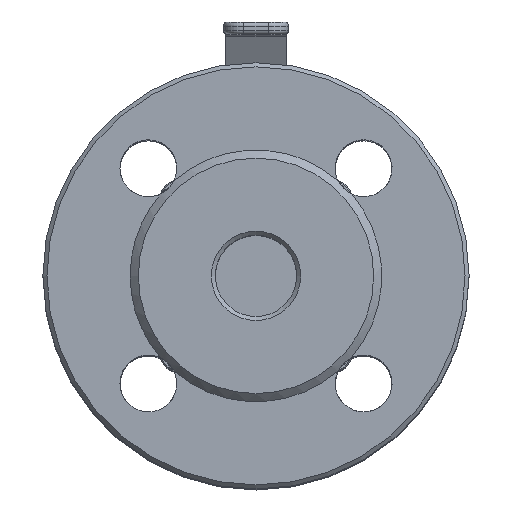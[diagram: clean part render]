
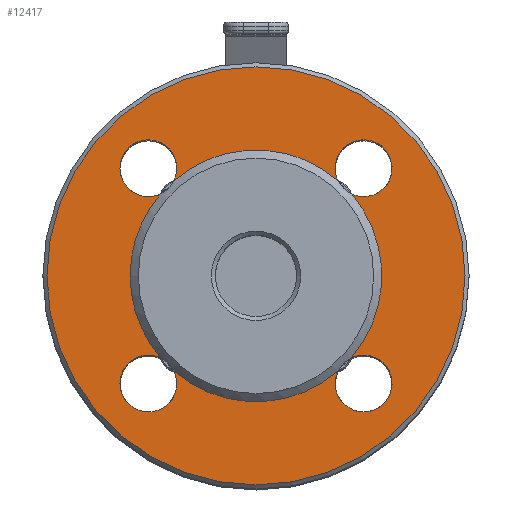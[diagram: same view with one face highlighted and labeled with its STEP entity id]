
A CAD part, top view. The second image highlights one B-rep face of the part: STEP entity #12417.
In plain terms, the highlighted face is planar.
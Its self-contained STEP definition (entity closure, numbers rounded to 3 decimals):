
#283=FACE_BOUND('',#4100,.T.);
#679=PLANE('',#13764);
#3323=FACE_OUTER_BOUND('',#4099,.T.);
#4099=EDGE_LOOP('',(#10653));
#4100=EDGE_LOOP('',(#10654,#10655,#10656,#10657,#10658,#10659,#10660,#10661,
#10662,#10663,#10664,#10665,#10666));
#4713=CIRCLE('',#13760,51.5);
#4716=CIRCLE('',#13765,31.);
#4717=CIRCLE('',#13766,7.);
#4718=CIRCLE('',#13767,7.);
#4719=CIRCLE('',#13768,31.);
#4720=CIRCLE('',#13769,7.);
#4721=CIRCLE('',#13770,7.);
#4722=CIRCLE('',#13771,31.);
#4723=CIRCLE('',#13772,7.);
#4724=CIRCLE('',#13773,7.);
#4725=CIRCLE('',#13774,31.);
#4726=CIRCLE('',#13775,31.);
#4727=CIRCLE('',#13776,7.);
#4728=CIRCLE('',#13777,7.);
#5731=VERTEX_POINT('',#24489);
#5734=VERTEX_POINT('',#24499);
#5735=VERTEX_POINT('',#24500);
#5736=VERTEX_POINT('',#24502);
#5737=VERTEX_POINT('',#24504);
#5738=VERTEX_POINT('',#24506);
#5739=VERTEX_POINT('',#24508);
#5740=VERTEX_POINT('',#24510);
#5741=VERTEX_POINT('',#24512);
#5742=VERTEX_POINT('',#24514);
#5743=VERTEX_POINT('',#24516);
#5744=VERTEX_POINT('',#24518);
#5745=VERTEX_POINT('',#24520);
#5746=VERTEX_POINT('',#24522);
#7386=EDGE_CURVE('',#5731,#5731,#4713,.T.);
#7390=EDGE_CURVE('',#5734,#5735,#4716,.T.);
#7391=EDGE_CURVE('',#5736,#5734,#4717,.T.);
#7392=EDGE_CURVE('',#5737,#5736,#4718,.T.);
#7393=EDGE_CURVE('',#5738,#5737,#4719,.T.);
#7394=EDGE_CURVE('',#5739,#5738,#4720,.T.);
#7395=EDGE_CURVE('',#5740,#5739,#4721,.T.);
#7396=EDGE_CURVE('',#5741,#5740,#4722,.T.);
#7397=EDGE_CURVE('',#5742,#5741,#4723,.T.);
#7398=EDGE_CURVE('',#5743,#5742,#4724,.T.);
#7399=EDGE_CURVE('',#5744,#5743,#4725,.T.);
#7400=EDGE_CURVE('',#5745,#5744,#4726,.T.);
#7401=EDGE_CURVE('',#5746,#5745,#4727,.T.);
#7402=EDGE_CURVE('',#5735,#5746,#4728,.T.);
#10653=ORIENTED_EDGE('',*,*,#7386,.F.);
#10654=ORIENTED_EDGE('',*,*,#7390,.F.);
#10655=ORIENTED_EDGE('',*,*,#7391,.F.);
#10656=ORIENTED_EDGE('',*,*,#7392,.F.);
#10657=ORIENTED_EDGE('',*,*,#7393,.F.);
#10658=ORIENTED_EDGE('',*,*,#7394,.F.);
#10659=ORIENTED_EDGE('',*,*,#7395,.F.);
#10660=ORIENTED_EDGE('',*,*,#7396,.F.);
#10661=ORIENTED_EDGE('',*,*,#7397,.F.);
#10662=ORIENTED_EDGE('',*,*,#7398,.F.);
#10663=ORIENTED_EDGE('',*,*,#7399,.F.);
#10664=ORIENTED_EDGE('',*,*,#7400,.F.);
#10665=ORIENTED_EDGE('',*,*,#7401,.F.);
#10666=ORIENTED_EDGE('',*,*,#7402,.F.);
#12417=ADVANCED_FACE('',(#3323,#283),#679,.F.);
#13760=AXIS2_PLACEMENT_3D('',#24491,#16792,#16793);
#13764=AXIS2_PLACEMENT_3D('',#24498,#16801,#16802);
#13765=AXIS2_PLACEMENT_3D('',#24501,#16803,#16804);
#13766=AXIS2_PLACEMENT_3D('',#24503,#16805,#16806);
#13767=AXIS2_PLACEMENT_3D('',#24505,#16807,#16808);
#13768=AXIS2_PLACEMENT_3D('',#24507,#16809,#16810);
#13769=AXIS2_PLACEMENT_3D('',#24509,#16811,#16812);
#13770=AXIS2_PLACEMENT_3D('',#24511,#16813,#16814);
#13771=AXIS2_PLACEMENT_3D('',#24513,#16815,#16816);
#13772=AXIS2_PLACEMENT_3D('',#24515,#16817,#16818);
#13773=AXIS2_PLACEMENT_3D('',#24517,#16819,#16820);
#13774=AXIS2_PLACEMENT_3D('',#24519,#16821,#16822);
#13775=AXIS2_PLACEMENT_3D('',#24521,#16823,#16824);
#13776=AXIS2_PLACEMENT_3D('',#24523,#16825,#16826);
#13777=AXIS2_PLACEMENT_3D('',#24524,#16827,#16828);
#16792=DIRECTION('center_axis',(0.,0.,1.));
#16793=DIRECTION('ref_axis',(-1.,0.,0.));
#16801=DIRECTION('center_axis',(0.,0.,1.));
#16802=DIRECTION('ref_axis',(1.,0.,0.));
#16803=DIRECTION('center_axis',(0.,0.,-1.));
#16804=DIRECTION('ref_axis',(-1.,0.,0.));
#16805=DIRECTION('center_axis',(0.,0.,-1.));
#16806=DIRECTION('ref_axis',(-1.,0.,0.));
#16807=DIRECTION('center_axis',(0.,0.,-1.));
#16808=DIRECTION('ref_axis',(-1.,0.,0.));
#16809=DIRECTION('center_axis',(0.,0.,-1.));
#16810=DIRECTION('ref_axis',(-1.,0.,0.));
#16811=DIRECTION('center_axis',(0.,0.,-1.));
#16812=DIRECTION('ref_axis',(-1.,0.,0.));
#16813=DIRECTION('center_axis',(0.,0.,-1.));
#16814=DIRECTION('ref_axis',(-1.,0.,0.));
#16815=DIRECTION('center_axis',(0.,0.,-1.));
#16816=DIRECTION('ref_axis',(-1.,0.,0.));
#16817=DIRECTION('center_axis',(0.,0.,-1.));
#16818=DIRECTION('ref_axis',(-1.,0.,0.));
#16819=DIRECTION('center_axis',(0.,0.,-1.));
#16820=DIRECTION('ref_axis',(-1.,0.,0.));
#16821=DIRECTION('center_axis',(0.,0.,-1.));
#16822=DIRECTION('ref_axis',(-1.,0.,0.));
#16823=DIRECTION('center_axis',(0.,0.,-1.));
#16824=DIRECTION('ref_axis',(-1.,0.,0.));
#16825=DIRECTION('center_axis',(0.,0.,-1.));
#16826=DIRECTION('ref_axis',(-1.,0.,0.));
#16827=DIRECTION('center_axis',(0.,0.,-1.));
#16828=DIRECTION('ref_axis',(-1.,0.,0.));
#24489=CARTESIAN_POINT('',(51.5,0.,0.));
#24491=CARTESIAN_POINT('Origin',(0.,0.,0.));
#24498=CARTESIAN_POINT('Origin',(0.,0.,0.));
#24499=CARTESIAN_POINT('',(-20.188,23.526,0.));
#24500=CARTESIAN_POINT('',(20.188,23.526,0.));
#24501=CARTESIAN_POINT('Origin',(0.,0.,0.));
#24502=CARTESIAN_POINT('',(-19.517,26.517,0.));
#24503=CARTESIAN_POINT('Origin',(-26.517,26.517,0.));
#24504=CARTESIAN_POINT('',(-23.526,20.188,0.));
#24505=CARTESIAN_POINT('Origin',(-26.517,26.517,0.));
#24506=CARTESIAN_POINT('',(-23.526,-20.188,0.));
#24507=CARTESIAN_POINT('Origin',(0.,0.,0.));
#24508=CARTESIAN_POINT('',(-19.517,-26.517,0.));
#24509=CARTESIAN_POINT('Origin',(-26.517,-26.517,0.));
#24510=CARTESIAN_POINT('',(-20.188,-23.526,0.));
#24511=CARTESIAN_POINT('Origin',(-26.517,-26.517,0.));
#24512=CARTESIAN_POINT('',(20.188,-23.526,0.));
#24513=CARTESIAN_POINT('Origin',(0.,0.,0.));
#24514=CARTESIAN_POINT('',(33.517,-26.517,0.));
#24515=CARTESIAN_POINT('Origin',(26.517,-26.517,0.));
#24516=CARTESIAN_POINT('',(23.526,-20.188,0.));
#24517=CARTESIAN_POINT('Origin',(26.517,-26.517,0.));
#24518=CARTESIAN_POINT('',(31.,0.,0.));
#24519=CARTESIAN_POINT('Origin',(0.,0.,0.));
#24520=CARTESIAN_POINT('',(23.526,20.188,0.));
#24521=CARTESIAN_POINT('Origin',(0.,0.,0.));
#24522=CARTESIAN_POINT('',(33.517,26.517,0.));
#24523=CARTESIAN_POINT('Origin',(26.517,26.517,0.));
#24524=CARTESIAN_POINT('Origin',(26.517,26.517,0.));
